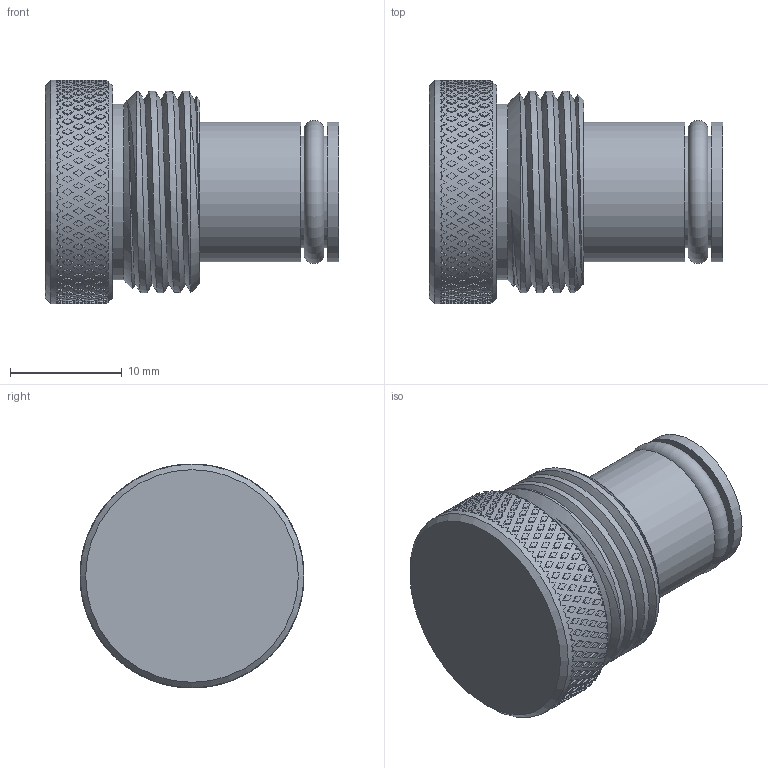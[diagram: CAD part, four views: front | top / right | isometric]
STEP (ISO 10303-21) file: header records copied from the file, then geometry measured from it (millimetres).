
FILE_DESCRIPTION(/* description */ (''),/* implementation_level */ '2;1');
FILE_NAME(/* name */ 'Single Fibre Male Dust Cap.stp',/* time_stamp */ '2015-12-10T11:48:15+01:00',/* author */ ('sh'),/* organization */ (''),/* preprocessor_version */ 'ST-DEVELOPER v15.2',/* originating_system */ 'Autodesk Inventor 2014',/* authorisation */ '');
FILE_SCHEMA (('AUTOMOTIVE_DESIGN { 1 0 10303 214 3 1 1 }'));
Length unit declared in the file: millimetre
Products named in the file (1): Single Fibre Male Dust Cap
Bounding box: 26.2 x 20 x 20 mm (x, y, z)
Volume: 4790.9 mm3; surface area: 2535.1 mm2
Topology: 1 solids, 1 shells, 1512 faces, 3846 edges, 2560 vertices
Faces by surface type: plane 1218, cylinder 285, cone 5, bspline 3, torus 1
Full cylindrical faces by diameter (mm): 7.5 x1, 10 x2, 12.5 x2, 15.7 x1, 19.7 x1, 20 x1
Entity records: 47735 total; most frequent: DIRECTION 9278, CARTESIAN_POINT 8927, ORIENTED_EDGE 7654, AXIS2_PLACEMENT_3D 4060, EDGE_CURVE 3827, VERTEX_POINT 2556, ELLIPSE 2420, EDGE_LOOP 1751
